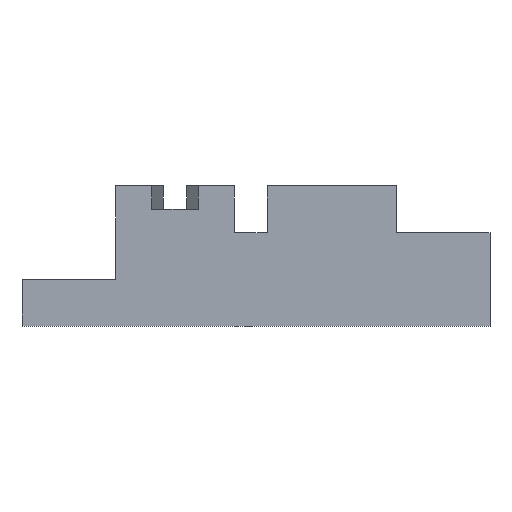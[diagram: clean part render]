
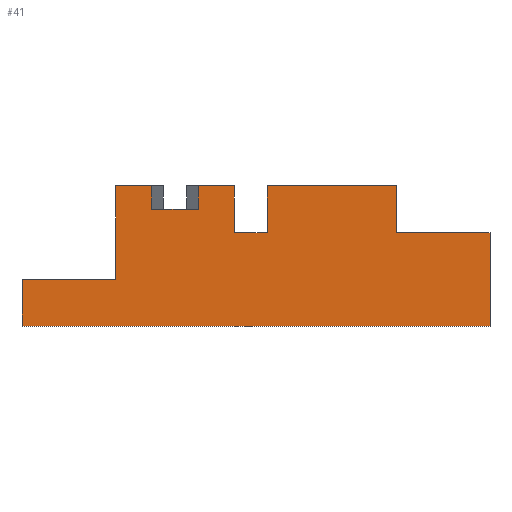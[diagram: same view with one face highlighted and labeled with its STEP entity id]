
A CAD part, front view. The second image highlights one B-rep face of the part: STEP entity #41.
In plain terms, the highlighted planar face has unit normal (0, -1, 0).
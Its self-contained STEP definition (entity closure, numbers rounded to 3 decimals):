
#41=ADVANCED_FACE('',(#78),#60,.T.);
#60=PLANE('',#393);
#78=FACE_OUTER_BOUND('',#96,.T.);
#96=EDGE_LOOP('',(#137,#138,#139,#140,#141,#142,#143,#144,#145,#146,#147,
#148,#149,#150,#151,#152));
#137=ORIENTED_EDGE('',*,*,#266,.F.);
#138=ORIENTED_EDGE('',*,*,#267,.T.);
#139=ORIENTED_EDGE('',*,*,#268,.T.);
#140=ORIENTED_EDGE('',*,*,#269,.F.);
#141=ORIENTED_EDGE('',*,*,#270,.F.);
#142=ORIENTED_EDGE('',*,*,#271,.F.);
#143=ORIENTED_EDGE('',*,*,#272,.T.);
#144=ORIENTED_EDGE('',*,*,#261,.T.);
#145=ORIENTED_EDGE('',*,*,#273,.F.);
#146=ORIENTED_EDGE('',*,*,#274,.F.);
#147=ORIENTED_EDGE('',*,*,#275,.T.);
#148=ORIENTED_EDGE('',*,*,#276,.F.);
#149=ORIENTED_EDGE('',*,*,#277,.F.);
#150=ORIENTED_EDGE('',*,*,#278,.F.);
#151=ORIENTED_EDGE('',*,*,#264,.T.);
#152=ORIENTED_EDGE('',*,*,#279,.F.);
#227=VERTEX_POINT('',#535);
#228=VERTEX_POINT('',#537);
#229=VERTEX_POINT('',#541);
#230=VERTEX_POINT('',#543);
#231=VERTEX_POINT('',#547);
#232=VERTEX_POINT('',#548);
#233=VERTEX_POINT('',#550);
#234=VERTEX_POINT('',#552);
#235=VERTEX_POINT('',#554);
#236=VERTEX_POINT('',#556);
#237=VERTEX_POINT('',#558);
#238=VERTEX_POINT('',#561);
#239=VERTEX_POINT('',#563);
#240=VERTEX_POINT('',#565);
#241=VERTEX_POINT('',#567);
#242=VERTEX_POINT('',#569);
#261=EDGE_CURVE('',#228,#227,#310,.T.);
#264=EDGE_CURVE('',#230,#229,#313,.T.);
#266=EDGE_CURVE('',#231,#232,#315,.T.);
#267=EDGE_CURVE('',#231,#233,#316,.T.);
#268=EDGE_CURVE('',#233,#234,#317,.T.);
#269=EDGE_CURVE('',#235,#234,#318,.T.);
#270=EDGE_CURVE('',#236,#235,#319,.T.);
#271=EDGE_CURVE('',#237,#236,#320,.T.);
#272=EDGE_CURVE('',#237,#228,#321,.T.);
#273=EDGE_CURVE('',#238,#227,#322,.T.);
#274=EDGE_CURVE('',#239,#238,#323,.T.);
#275=EDGE_CURVE('',#239,#240,#324,.T.);
#276=EDGE_CURVE('',#241,#240,#325,.T.);
#277=EDGE_CURVE('',#242,#241,#326,.T.);
#278=EDGE_CURVE('',#230,#242,#327,.T.);
#279=EDGE_CURVE('',#232,#229,#328,.T.);
#310=LINE('',#536,#358);
#313=LINE('',#542,#361);
#315=LINE('',#546,#363);
#316=LINE('',#549,#364);
#317=LINE('',#551,#365);
#318=LINE('',#553,#366);
#319=LINE('',#555,#367);
#320=LINE('',#557,#368);
#321=LINE('',#559,#369);
#322=LINE('',#560,#370);
#323=LINE('',#562,#371);
#324=LINE('',#564,#372);
#325=LINE('',#566,#373);
#326=LINE('',#568,#374);
#327=LINE('',#570,#375);
#328=LINE('',#571,#376);
#358=VECTOR('',#431,1.);
#361=VECTOR('',#436,1.);
#363=VECTOR('',#440,1.);
#364=VECTOR('',#441,1.);
#365=VECTOR('',#442,1.);
#366=VECTOR('',#443,1.);
#367=VECTOR('',#444,1.);
#368=VECTOR('',#445,1.);
#369=VECTOR('',#446,1.);
#370=VECTOR('',#447,1.);
#371=VECTOR('',#448,1.);
#372=VECTOR('',#449,1.);
#373=VECTOR('',#450,1.);
#374=VECTOR('',#451,1.);
#375=VECTOR('',#452,1.);
#376=VECTOR('',#453,1.);
#393=AXIS2_PLACEMENT_3D('',#572,#454,#455);
#431=DIRECTION('',(0.,0.,1.));
#436=DIRECTION('',(-1.,0.,0.));
#440=DIRECTION('',(1.,0.,0.));
#441=DIRECTION('',(0.,0.,1.));
#442=DIRECTION('',(-1.,0.,0.));
#443=DIRECTION('',(0.,0.,1.));
#444=DIRECTION('',(1.,0.,0.));
#445=DIRECTION('',(0.,0.,1.));
#446=DIRECTION('',(1.,0.,0.));
#447=DIRECTION('',(1.,0.,0.));
#448=DIRECTION('',(0.,0.,-1.));
#449=DIRECTION('',(-1.,0.,0.));
#450=DIRECTION('',(0.,0.,1.));
#451=DIRECTION('',(1.,0.,0.));
#452=DIRECTION('',(0.,0.,-1.));
#453=DIRECTION('',(0.,0.,1.));
#454=DIRECTION('',(0.,-1.,0.));
#455=DIRECTION('',(0.,0.,-1.));
#535=CARTESIAN_POINT('',(100.,0.,20.));
#536=CARTESIAN_POINT('',(100.,0.,0.));
#537=CARTESIAN_POINT('',(100.,0.,0.));
#541=CARTESIAN_POINT('',(37.701,0.,30.));
#542=CARTESIAN_POINT('',(50.,0.,30.));
#543=CARTESIAN_POINT('',(45.402,0.,30.));
#546=CARTESIAN_POINT('',(27.701,0.,25.));
#547=CARTESIAN_POINT('',(27.701,0.,25.));
#548=CARTESIAN_POINT('',(37.701,0.,25.));
#549=CARTESIAN_POINT('',(27.701,0.,25.));
#550=CARTESIAN_POINT('',(27.701,0.,30.));
#551=CARTESIAN_POINT('',(50.,0.,30.));
#552=CARTESIAN_POINT('',(20.,0.,30.));
#553=CARTESIAN_POINT('',(20.,0.,0.));
#554=CARTESIAN_POINT('',(20.,0.,10.));
#555=CARTESIAN_POINT('',(50.,0.,10.));
#556=CARTESIAN_POINT('',(0.,0.,10.));
#557=CARTESIAN_POINT('',(0.,0.,0.));
#558=CARTESIAN_POINT('',(0.,0.,0.));
#559=CARTESIAN_POINT('',(50.,0.,0.));
#560=CARTESIAN_POINT('',(50.,0.,20.));
#561=CARTESIAN_POINT('',(80.,0.,20.));
#562=CARTESIAN_POINT('',(80.,0.,0.));
#563=CARTESIAN_POINT('',(80.,0.,30.));
#564=CARTESIAN_POINT('',(50.,0.,30.));
#565=CARTESIAN_POINT('',(52.402,0.,30.));
#566=CARTESIAN_POINT('',(52.402,0.,0.));
#567=CARTESIAN_POINT('',(52.402,0.,20.));
#568=CARTESIAN_POINT('',(50.,0.,20.));
#569=CARTESIAN_POINT('',(45.402,0.,20.));
#570=CARTESIAN_POINT('',(45.402,0.,0.));
#571=CARTESIAN_POINT('',(37.701,0.,25.));
#572=CARTESIAN_POINT('',(50.,0.,0.));
